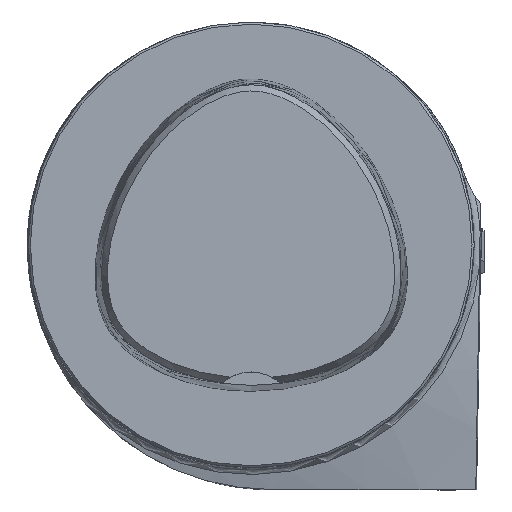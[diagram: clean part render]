
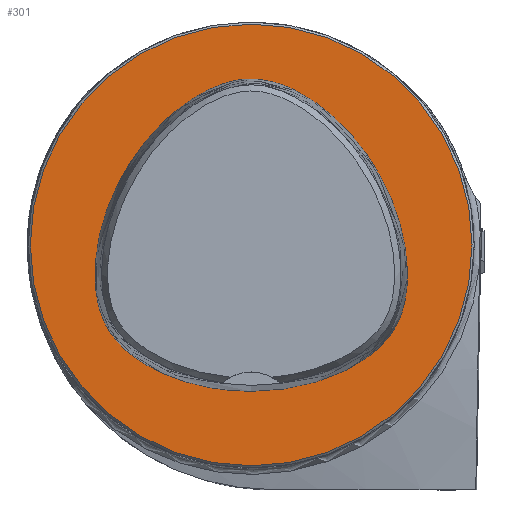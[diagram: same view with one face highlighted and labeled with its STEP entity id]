
A CAD part, top view. The second image highlights one B-rep face of the part: STEP entity #301.
In plain terms, the highlighted planar face has unit normal (0, 0, 1).
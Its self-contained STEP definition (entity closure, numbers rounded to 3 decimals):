
#159=FACE_BOUND('',#577,.T.);
#160=FACE_BOUND('',#578,.T.);
#255=B_SPLINE_CURVE_WITH_KNOTS('',3,(#3770,#3771,#3772,#3773,#3774,#3775,
#3776,#3777,#3778,#3779,#3780,#3781,#3782,#3783,#3784,#3785,#3786,#3787,
#3788,#3789,#3790,#3791,#3792,#3793,#3794,#3795,#3796,#3797,#3798,#3799,
#3800,#3801,#3802,#3803,#3804,#3805,#3806,#3807,#3808,#3809,#3810,#3811,
#3812,#3813,#3814,#3815,#3816,#3817,#3818,#3819,#3820,#3821,#3822,#3823,
#3824,#3825,#3826,#3827,#3828,#3829,#3830,#3831,#3832,#3833,#3834,#3835,
#3836,#3837,#3838,#3839,#3840,#3841,#3842,#3843,#3844,#3845,#3846,#3847,
#3848,#3849,#3850,#3851,#3852,#3853,#3854,#3855,#3856,#3857,#3858,#3859,
#3860,#3861,#3862,#3863,#3864,#3865,#3866),.UNSPECIFIED.,.T.,.F.,(1,1,2,
1,1,1,1,1,1,1,1,1,1,1,1,1,1,1,1,1,1,1,1,1,1,1,1,1,1,1,1,1,1,1,1,1,1,1,1,
1,1,1,1,1,1,1,1,1,1,1,1,1,1,1,1,1,1,1,1,1,1,1,1,1,1,1,1,1,1,1,1,1,1,1,1,
1,1,1,1,1,1,1,1,1,1,1,1,1,1,1,1,1,1,1,1,1,2,1,1),(-0.031,-0.016,0.,
0.016,0.031,0.047,0.063,0.078,0.094,0.109,0.117,0.125,
0.133,0.141,0.148,0.156,0.164,0.172,0.18,0.188,
0.195,0.203,0.211,0.219,0.234,0.25,0.266,0.281,0.297,
0.313,0.328,0.336,0.344,0.352,0.359,0.375,0.391,0.406,
0.422,0.438,0.445,0.453,0.461,0.469,0.477,0.484,
0.488,0.492,0.496,0.5,0.504,0.508,0.512,0.516,
0.523,0.531,0.539,0.547,0.555,0.563,0.578,0.594,
0.609,0.625,0.641,0.648,0.656,0.664,0.672,0.688,0.703,
0.719,0.734,0.75,0.766,0.781,0.789,0.797,0.805,0.813,
0.82,0.828,0.836,0.844,0.852,0.859,0.867,0.875,
0.883,0.891,0.906,0.922,0.938,0.953,0.969,0.984,1.,
1.016,1.031),.UNSPECIFIED.);
#301=ADVANCED_FACE('CU_E_LO_SU_1',(#159,#160),#403,.F.);
#403=PLANE('',#2637);
#577=EDGE_LOOP('',(#1250));
#578=EDGE_LOOP('',(#1251));
#1097=CIRCLE('',#2636,31.2);
#1250=ORIENTED_EDGE('',*,*,#2008,.T.);
#1251=ORIENTED_EDGE('',*,*,#2009,.F.);
#1784=VERTEX_POINT('',#3769);
#1785=VERTEX_POINT('',#3867);
#2008=EDGE_CURVE('',#1784,#1784,#1097,.T.);
#2009=EDGE_CURVE('',#1785,#1785,#255,.T.);
#2636=AXIS2_PLACEMENT_3D('',#3768,#2958,#2959);
#2637=AXIS2_PLACEMENT_3D('',#3868,#2960,#2961);
#2958=DIRECTION('',(0.,0.,1.));
#2959=DIRECTION('',(1.,0.,0.));
#2960=DIRECTION('',(0.,0.,-1.));
#2961=DIRECTION('',(1.,0.,0.));
#3768=CARTESIAN_POINT('',(0.,0.,0.));
#3769=CARTESIAN_POINT('',(31.2,0.,0.));
#3770=CARTESIAN_POINT('',(-0.721,-20.675,0.));
#3771=CARTESIAN_POINT('',(0.721,-20.675,0.));
#3772=CARTESIAN_POINT('',(2.165,-20.628,0.));
#3773=CARTESIAN_POINT('',(4.32,-20.417,0.));
#3774=CARTESIAN_POINT('',(6.457,-20.062,0.));
#3775=CARTESIAN_POINT('',(8.565,-19.56,0.));
#3776=CARTESIAN_POINT('',(10.631,-18.907,0.));
#3777=CARTESIAN_POINT('',(12.641,-18.096,0.));
#3778=CARTESIAN_POINT('',(14.254,-17.278,0.));
#3779=CARTESIAN_POINT('',(15.492,-16.533,0.));
#3780=CARTESIAN_POINT('',(16.39,-15.926,0.));
#3781=CARTESIAN_POINT('',(17.253,-15.267,0.));
#3782=CARTESIAN_POINT('',(18.072,-14.555,0.));
#3783=CARTESIAN_POINT('',(18.838,-13.784,0.));
#3784=CARTESIAN_POINT('',(19.538,-12.952,0.));
#3785=CARTESIAN_POINT('',(20.159,-12.058,0.));
#3786=CARTESIAN_POINT('',(20.688,-11.106,0.));
#3787=CARTESIAN_POINT('',(21.12,-10.107,0.));
#3788=CARTESIAN_POINT('',(21.46,-9.075,0.));
#3789=CARTESIAN_POINT('',(21.718,-8.02,0.));
#3790=CARTESIAN_POINT('',(21.902,-6.95,0.));
#3791=CARTESIAN_POINT('',(22.019,-5.871,0.));
#3792=CARTESIAN_POINT('',(22.096,-4.428,0.));
#3793=CARTESIAN_POINT('',(22.053,-2.62,0.));
#3794=CARTESIAN_POINT('',(21.81,-0.466,0.));
#3795=CARTESIAN_POINT('',(21.395,1.661,0.));
#3796=CARTESIAN_POINT('',(20.825,3.752,0.));
#3797=CARTESIAN_POINT('',(20.11,5.797,0.));
#3798=CARTESIAN_POINT('',(19.26,7.788,0.));
#3799=CARTESIAN_POINT('',(18.443,9.398,0.));
#3800=CARTESIAN_POINT('',(17.728,10.652,0.));
#3801=CARTESIAN_POINT('',(17.162,11.575,0.));
#3802=CARTESIAN_POINT('',(16.566,12.478,0.));
#3803=CARTESIAN_POINT('',(15.732,13.656,0.));
#3804=CARTESIAN_POINT('',(14.617,15.076,0.));
#3805=CARTESIAN_POINT('',(13.166,16.685,0.));
#3806=CARTESIAN_POINT('',(11.604,18.186,0.));
#3807=CARTESIAN_POINT('',(9.932,19.566,0.));
#3808=CARTESIAN_POINT('',(8.448,20.598,0.));
#3809=CARTESIAN_POINT('',(7.207,21.338,0.));
#3810=CARTESIAN_POINT('',(6.25,21.847,0.));
#3811=CARTESIAN_POINT('',(5.266,22.303,0.));
#3812=CARTESIAN_POINT('',(4.256,22.7,0.));
#3813=CARTESIAN_POINT('',(3.221,23.03,0.));
#3814=CARTESIAN_POINT('',(2.34,23.238,0.));
#3815=CARTESIAN_POINT('',(1.626,23.359,0.));
#3816=CARTESIAN_POINT('',(1.086,23.426,0.));
#3817=CARTESIAN_POINT('',(0.544,23.466,0.));
#3818=CARTESIAN_POINT('',(0.,23.48,0.));
#3819=CARTESIAN_POINT('',(-0.544,23.466,0.));
#3820=CARTESIAN_POINT('',(-1.086,23.426,0.));
#3821=CARTESIAN_POINT('',(-1.626,23.359,0.));
#3822=CARTESIAN_POINT('',(-2.34,23.238,0.));
#3823=CARTESIAN_POINT('',(-3.221,23.03,0.));
#3824=CARTESIAN_POINT('',(-4.256,22.7,0.));
#3825=CARTESIAN_POINT('',(-5.266,22.303,0.));
#3826=CARTESIAN_POINT('',(-6.25,21.847,0.));
#3827=CARTESIAN_POINT('',(-7.207,21.338,0.));
#3828=CARTESIAN_POINT('',(-8.448,20.598,0.));
#3829=CARTESIAN_POINT('',(-9.932,19.566,0.));
#3830=CARTESIAN_POINT('',(-11.604,18.186,0.));
#3831=CARTESIAN_POINT('',(-13.166,16.685,0.));
#3832=CARTESIAN_POINT('',(-14.617,15.076,0.));
#3833=CARTESIAN_POINT('',(-15.732,13.656,0.));
#3834=CARTESIAN_POINT('',(-16.566,12.478,0.));
#3835=CARTESIAN_POINT('',(-17.162,11.575,0.));
#3836=CARTESIAN_POINT('',(-17.728,10.652,0.));
#3837=CARTESIAN_POINT('',(-18.443,9.398,0.));
#3838=CARTESIAN_POINT('',(-19.26,7.788,0.));
#3839=CARTESIAN_POINT('',(-20.11,5.797,0.));
#3840=CARTESIAN_POINT('',(-20.825,3.752,0.));
#3841=CARTESIAN_POINT('',(-21.395,1.661,0.));
#3842=CARTESIAN_POINT('',(-21.81,-0.466,0.));
#3843=CARTESIAN_POINT('',(-22.053,-2.62,0.));
#3844=CARTESIAN_POINT('',(-22.096,-4.428,0.));
#3845=CARTESIAN_POINT('',(-22.019,-5.871,0.));
#3846=CARTESIAN_POINT('',(-21.902,-6.95,0.));
#3847=CARTESIAN_POINT('',(-21.718,-8.02,0.));
#3848=CARTESIAN_POINT('',(-21.46,-9.075,0.));
#3849=CARTESIAN_POINT('',(-21.12,-10.107,0.));
#3850=CARTESIAN_POINT('',(-20.688,-11.106,0.));
#3851=CARTESIAN_POINT('',(-20.159,-12.058,0.));
#3852=CARTESIAN_POINT('',(-19.538,-12.952,0.));
#3853=CARTESIAN_POINT('',(-18.838,-13.784,0.));
#3854=CARTESIAN_POINT('',(-18.072,-14.555,0.));
#3855=CARTESIAN_POINT('',(-17.253,-15.267,0.));
#3856=CARTESIAN_POINT('',(-16.39,-15.926,0.));
#3857=CARTESIAN_POINT('',(-15.492,-16.533,0.));
#3858=CARTESIAN_POINT('',(-14.254,-17.278,0.));
#3859=CARTESIAN_POINT('',(-12.641,-18.096,0.));
#3860=CARTESIAN_POINT('',(-10.631,-18.907,0.));
#3861=CARTESIAN_POINT('',(-8.565,-19.56,0.));
#3862=CARTESIAN_POINT('',(-6.457,-20.062,0.));
#3863=CARTESIAN_POINT('',(-4.32,-20.417,0.));
#3864=CARTESIAN_POINT('',(-2.165,-20.628,0.));
#3865=CARTESIAN_POINT('',(-0.721,-20.675,0.));
#3866=CARTESIAN_POINT('',(0.721,-20.675,0.));
#3867=CARTESIAN_POINT('',(0.,-20.675,0.));
#3868=CARTESIAN_POINT('',(0.,1.398,0.));
